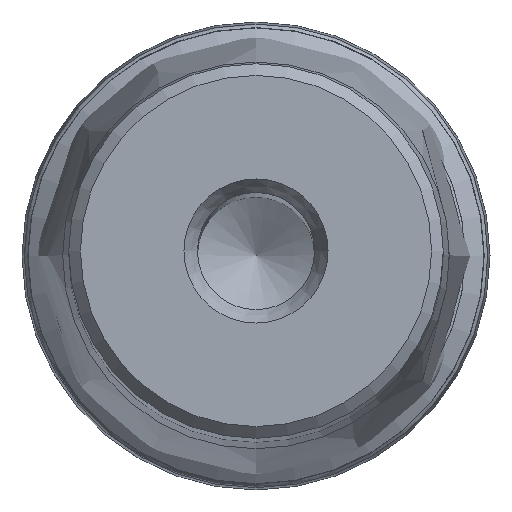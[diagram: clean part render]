
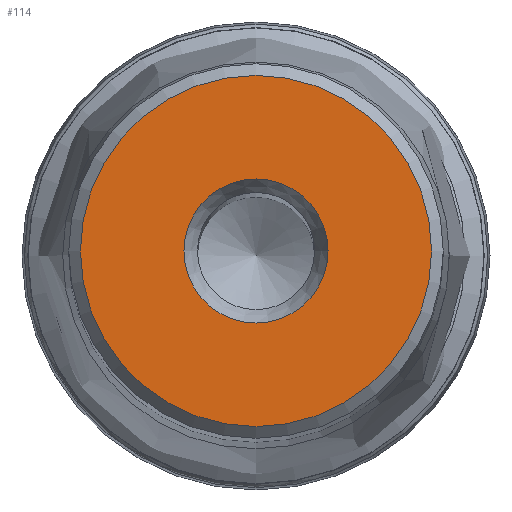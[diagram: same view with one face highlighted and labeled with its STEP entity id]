
A CAD part, top view. The second image highlights one B-rep face of the part: STEP entity #114.
In plain terms, the highlighted planar face has unit normal (0, 0, 1).
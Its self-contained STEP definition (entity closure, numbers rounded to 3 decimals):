
#49=PLANE('',#796);
#114=ADVANCED_FACE('',(#313,#314),#49,.T.);
#313=FACE_BOUND('',#427,.T.);
#314=FACE_BOUND('',#428,.T.);
#427=EDGE_LOOP('',(#541));
#428=EDGE_LOOP('',(#542));
#541=ORIENTED_EDGE('',*,*,#678,.T.);
#542=ORIENTED_EDGE('',*,*,#679,.T.);
#620=VERTEX_POINT('',#1388);
#621=VERTEX_POINT('',#1390);
#678=EDGE_CURVE('',#620,#620,#735,.T.);
#679=EDGE_CURVE('',#621,#621,#736,.T.);
#735=CIRCLE('',#794,6.155);
#736=CIRCLE('',#795,15.);
#794=AXIS2_PLACEMENT_3D('',#1387,#948,#949);
#795=AXIS2_PLACEMENT_3D('',#1389,#950,#951);
#796=AXIS2_PLACEMENT_3D('',#1391,#952,#953);
#948=DIRECTION('',(0.,0.,-1.));
#949=DIRECTION('',(-1.,0.,0.));
#950=DIRECTION('',(0.,0.,1.));
#951=DIRECTION('',(1.,0.,0.));
#952=DIRECTION('',(0.,0.,1.));
#953=DIRECTION('',(1.,0.,0.));
#1387=CARTESIAN_POINT('',(0.,0.,0.));
#1388=CARTESIAN_POINT('',(-6.155,0.,0.));
#1389=CARTESIAN_POINT('',(0.,0.,0.));
#1390=CARTESIAN_POINT('',(15.,0.,0.));
#1391=CARTESIAN_POINT('',(16.,0.,0.));
